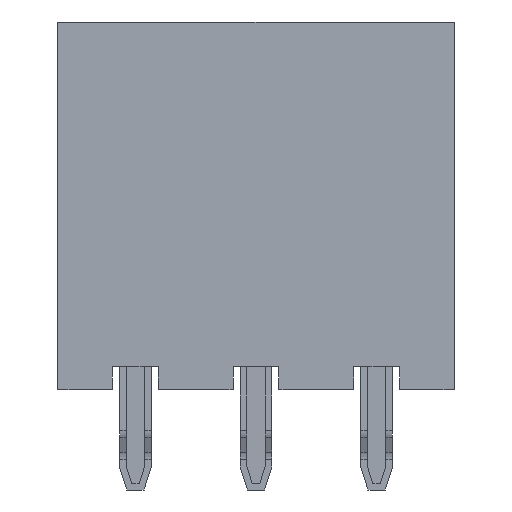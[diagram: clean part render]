
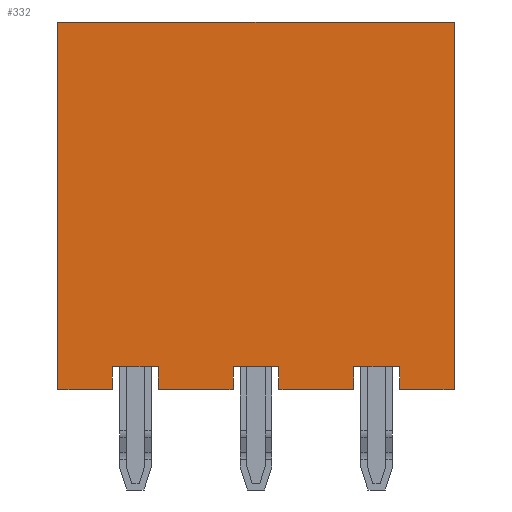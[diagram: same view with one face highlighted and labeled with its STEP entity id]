
A CAD part, front view. The second image highlights one B-rep face of the part: STEP entity #332.
In plain terms, the highlighted planar face has unit normal (0, -1, 0).
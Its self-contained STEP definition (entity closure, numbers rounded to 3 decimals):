
#332 = ADVANCED_FACE( '', ( #752 ), #753, .T. );
#752 = FACE_OUTER_BOUND( '', #1279, .T. );
#753 = PLANE( '', #1280 );
#1279 = EDGE_LOOP( '', ( #2121, #2122, #2123, #2124, #2125, #2126, #2127, #2128, #2129, #2130, #2131, #2132, #2133, #2134, #2135, #2136 ) );
#1280 = AXIS2_PLACEMENT_3D( '', #2137, #2138, #2139 );
#2121 = ORIENTED_EDGE( '', *, *, #3649, .F. );
#2122 = ORIENTED_EDGE( '', *, *, #3650, .T. );
#2123 = ORIENTED_EDGE( '', *, *, #3651, .T. );
#2124 = ORIENTED_EDGE( '', *, *, #3652, .T. );
#2125 = ORIENTED_EDGE( '', *, *, #3653, .F. );
#2126 = ORIENTED_EDGE( '', *, *, #3654, .T. );
#2127 = ORIENTED_EDGE( '', *, *, #3655, .T. );
#2128 = ORIENTED_EDGE( '', *, *, #3656, .F. );
#2129 = ORIENTED_EDGE( '', *, *, #3657, .F. );
#2130 = ORIENTED_EDGE( '', *, *, #3658, .T. );
#2131 = ORIENTED_EDGE( '', *, *, #3556, .T. );
#2132 = ORIENTED_EDGE( '', *, *, #3659, .T. );
#2133 = ORIENTED_EDGE( '', *, *, #3660, .F. );
#2134 = ORIENTED_EDGE( '', *, *, #3661, .T. );
#2135 = ORIENTED_EDGE( '', *, *, #3662, .T. );
#2136 = ORIENTED_EDGE( '', *, *, #3663, .T. );
#2137 = CARTESIAN_POINT( '', ( 6.9, -2.7, -6.4 ) );
#2138 = DIRECTION( '', ( 0., -1., 0. ) );
#2139 = DIRECTION( '', ( 0., 0., -1. ) );
#3556 = EDGE_CURVE( '', #4386, #4384, #4387, .T. );
#3649 = EDGE_CURVE( '', #4543, #4544, #4545, .T. );
#3650 = EDGE_CURVE( '', #4543, #4546, #4547, .T. );
#3651 = EDGE_CURVE( '', #4546, #4548, #4549, .T. );
#3652 = EDGE_CURVE( '', #4548, #4550, #4551, .T. );
#3653 = EDGE_CURVE( '', #4552, #4550, #4553, .T. );
#3654 = EDGE_CURVE( '', #4552, #4554, #4555, .T. );
#3655 = EDGE_CURVE( '', #4554, #4556, #4557, .T. );
#3656 = EDGE_CURVE( '', #4558, #4556, #4559, .T. );
#3657 = EDGE_CURVE( '', #4560, #4558, #4561, .T. );
#3658 = EDGE_CURVE( '', #4560, #4386, #4562, .T. );
#3659 = EDGE_CURVE( '', #4384, #4563, #4564, .T. );
#3660 = EDGE_CURVE( '', #4565, #4563, #4566, .T. );
#3661 = EDGE_CURVE( '', #4565, #4567, #4568, .T. );
#3662 = EDGE_CURVE( '', #4567, #4569, #4570, .T. );
#3663 = EDGE_CURVE( '', #4569, #4544, #4571, .T. );
#4384 = VERTEX_POINT( '', #5538 );
#4386 = VERTEX_POINT( '', #5541 );
#4387 = LINE( '', #5542, #5543 );
#4543 = VERTEX_POINT( '', #5776 );
#4544 = VERTEX_POINT( '', #5777 );
#4545 = LINE( '', #5778, #5779 );
#4546 = VERTEX_POINT( '', #5780 );
#4547 = LINE( '', #5781, #5782 );
#4548 = VERTEX_POINT( '', #5783 );
#4549 = LINE( '', #5784, #5785 );
#4550 = VERTEX_POINT( '', #5786 );
#4551 = LINE( '', #5787, #5788 );
#4552 = VERTEX_POINT( '', #5789 );
#4553 = LINE( '', #5790, #5791 );
#4554 = VERTEX_POINT( '', #5792 );
#4555 = LINE( '', #5793, #5794 );
#4556 = VERTEX_POINT( '', #5795 );
#4557 = LINE( '', #5796, #5797 );
#4558 = VERTEX_POINT( '', #5798 );
#4559 = LINE( '', #5799, #5800 );
#4560 = VERTEX_POINT( '', #5801 );
#4561 = LINE( '', #5802, #5803 );
#4562 = LINE( '', #5804, #5805 );
#4563 = VERTEX_POINT( '', #5806 );
#4564 = LINE( '', #5807, #5808 );
#4565 = VERTEX_POINT( '', #5809 );
#4566 = LINE( '', #5810, #5811 );
#4567 = VERTEX_POINT( '', #5812 );
#4568 = LINE( '', #5813, #5814 );
#4569 = VERTEX_POINT( '', #5815 );
#4570 = LINE( '', #5816, #5817 );
#4571 = LINE( '', #5818, #5819 );
#5538 = CARTESIAN_POINT( '', ( -3.4, -2.7, -5.6 ) );
#5541 = CARTESIAN_POINT( '', ( -5., -2.7, -5.6 ) );
#5542 = CARTESIAN_POINT( '', ( -5., -2.7, -5.6 ) );
#5543 = VECTOR( '', #6705, 1000. );
#5776 = CARTESIAN_POINT( '', ( 3.4, -2.7, -6.4 ) );
#5777 = CARTESIAN_POINT( '', ( 0.8, -2.7, -6.4 ) );
#5778 = CARTESIAN_POINT( '', ( 6.9, -2.7, -6.4 ) );
#5779 = VECTOR( '', #6792, 1000. );
#5780 = CARTESIAN_POINT( '', ( 3.4, -2.7, -5.6 ) );
#5781 = CARTESIAN_POINT( '', ( 3.4, -2.7, -6.4 ) );
#5782 = VECTOR( '', #6793, 1000. );
#5783 = CARTESIAN_POINT( '', ( 5., -2.7, -5.6 ) );
#5784 = CARTESIAN_POINT( '', ( 3.4, -2.7, -5.6 ) );
#5785 = VECTOR( '', #6794, 1000. );
#5786 = CARTESIAN_POINT( '', ( 5., -2.7, -6.4 ) );
#5787 = CARTESIAN_POINT( '', ( 5., -2.7, -5.6 ) );
#5788 = VECTOR( '', #6795, 1000. );
#5789 = CARTESIAN_POINT( '', ( 6.9, -2.7, -6.4 ) );
#5790 = CARTESIAN_POINT( '', ( 6.9, -2.7, -6.4 ) );
#5791 = VECTOR( '', #6796, 1000. );
#5792 = CARTESIAN_POINT( '', ( 6.9, -2.7, 6.4 ) );
#5793 = CARTESIAN_POINT( '', ( 6.9, -2.7, -6.4 ) );
#5794 = VECTOR( '', #6797, 1000. );
#5795 = CARTESIAN_POINT( '', ( -6.9, -2.7, 6.4 ) );
#5796 = CARTESIAN_POINT( '', ( 6.9, -2.7, 6.4 ) );
#5797 = VECTOR( '', #6798, 1000. );
#5798 = CARTESIAN_POINT( '', ( -6.9, -2.7, -6.4 ) );
#5799 = CARTESIAN_POINT( '', ( -6.9, -2.7, -6.4 ) );
#5800 = VECTOR( '', #6799, 1000. );
#5801 = CARTESIAN_POINT( '', ( -5., -2.7, -6.4 ) );
#5802 = CARTESIAN_POINT( '', ( 6.9, -2.7, -6.4 ) );
#5803 = VECTOR( '', #6800, 1000. );
#5804 = CARTESIAN_POINT( '', ( -5., -2.7, -6.4 ) );
#5805 = VECTOR( '', #6801, 1000. );
#5806 = CARTESIAN_POINT( '', ( -3.4, -2.7, -6.4 ) );
#5807 = CARTESIAN_POINT( '', ( -3.4, -2.7, -5.6 ) );
#5808 = VECTOR( '', #6802, 1000. );
#5809 = CARTESIAN_POINT( '', ( -0.8, -2.7, -6.4 ) );
#5810 = CARTESIAN_POINT( '', ( 6.9, -2.7, -6.4 ) );
#5811 = VECTOR( '', #6803, 1000. );
#5812 = CARTESIAN_POINT( '', ( -0.8, -2.7, -5.6 ) );
#5813 = CARTESIAN_POINT( '', ( -0.8, -2.7, -6.4 ) );
#5814 = VECTOR( '', #6804, 1000. );
#5815 = CARTESIAN_POINT( '', ( 0.8, -2.7, -5.6 ) );
#5816 = CARTESIAN_POINT( '', ( -0.8, -2.7, -5.6 ) );
#5817 = VECTOR( '', #6805, 1000. );
#5818 = CARTESIAN_POINT( '', ( 0.8, -2.7, -5.6 ) );
#5819 = VECTOR( '', #6806, 1000. );
#6705 = DIRECTION( '', ( 1., 0., 0. ) );
#6792 = DIRECTION( '', ( -1., 0., 0. ) );
#6793 = DIRECTION( '', ( 0., 0., 1. ) );
#6794 = DIRECTION( '', ( 1., 0., 0. ) );
#6795 = DIRECTION( '', ( 0., 0., -1. ) );
#6796 = DIRECTION( '', ( -1., 0., 0. ) );
#6797 = DIRECTION( '', ( 0., 0., 1. ) );
#6798 = DIRECTION( '', ( -1., 0., 0. ) );
#6799 = DIRECTION( '', ( 0., 0., 1. ) );
#6800 = DIRECTION( '', ( -1., 0., 0. ) );
#6801 = DIRECTION( '', ( 0., 0., 1. ) );
#6802 = DIRECTION( '', ( 0., 0., -1. ) );
#6803 = DIRECTION( '', ( -1., 0., 0. ) );
#6804 = DIRECTION( '', ( 0., 0., 1. ) );
#6805 = DIRECTION( '', ( 1., 0., 0. ) );
#6806 = DIRECTION( '', ( 0., 0., -1. ) );
